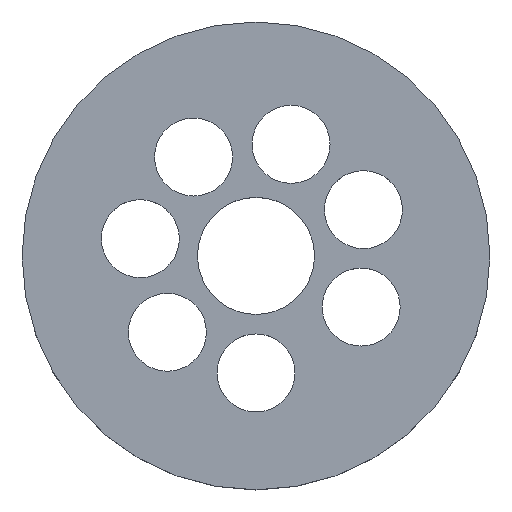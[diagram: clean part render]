
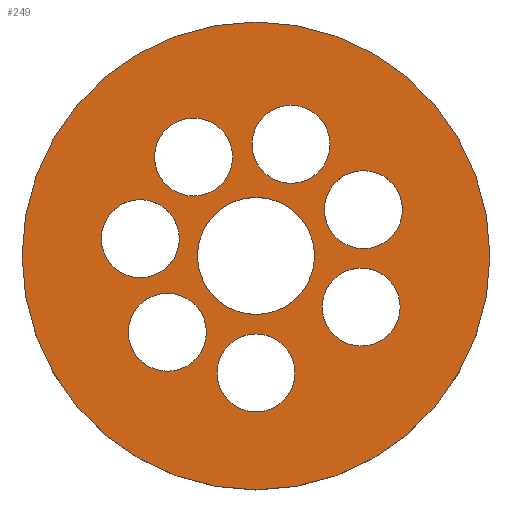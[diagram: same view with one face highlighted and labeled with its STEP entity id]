
A CAD part, top view. The second image highlights one B-rep face of the part: STEP entity #249.
In plain terms, the highlighted planar face has unit normal (0, 0, 1).
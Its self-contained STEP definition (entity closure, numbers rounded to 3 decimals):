
#23=FACE_BOUND('',#68,.T.);
#24=FACE_BOUND('',#69,.T.);
#25=FACE_BOUND('',#70,.T.);
#26=FACE_BOUND('',#71,.T.);
#27=FACE_BOUND('',#72,.T.);
#28=FACE_BOUND('',#73,.T.);
#29=FACE_BOUND('',#74,.T.);
#30=FACE_BOUND('',#75,.T.);
#33=PLANE('',#296);
#46=FACE_OUTER_BOUND('',#67,.T.);
#67=EDGE_LOOP('',(#217));
#68=EDGE_LOOP('',(#218));
#69=EDGE_LOOP('',(#219));
#70=EDGE_LOOP('',(#220));
#71=EDGE_LOOP('',(#221));
#72=EDGE_LOOP('',(#222));
#73=EDGE_LOOP('',(#223));
#74=EDGE_LOOP('',(#224));
#75=EDGE_LOOP('',(#225));
#98=CIRCLE('',#266,60.);
#101=CIRCLE('',#270,10.);
#103=CIRCLE('',#273,10.);
#105=CIRCLE('',#276,10.);
#107=CIRCLE('',#279,10.);
#109=CIRCLE('',#282,10.);
#111=CIRCLE('',#285,10.);
#113=CIRCLE('',#288,10.);
#117=CIRCLE('',#295,15.);
#118=VERTEX_POINT('',#378);
#121=VERTEX_POINT('',#386);
#123=VERTEX_POINT('',#392);
#125=VERTEX_POINT('',#398);
#127=VERTEX_POINT('',#404);
#129=VERTEX_POINT('',#410);
#131=VERTEX_POINT('',#416);
#133=VERTEX_POINT('',#422);
#137=VERTEX_POINT('',#435);
#138=EDGE_CURVE('',#118,#118,#98,.T.);
#143=EDGE_CURVE('',#121,#121,#101,.T.);
#146=EDGE_CURVE('',#123,#123,#103,.T.);
#149=EDGE_CURVE('',#125,#125,#105,.T.);
#152=EDGE_CURVE('',#127,#127,#107,.T.);
#155=EDGE_CURVE('',#129,#129,#109,.T.);
#158=EDGE_CURVE('',#131,#131,#111,.T.);
#161=EDGE_CURVE('',#133,#133,#113,.T.);
#166=EDGE_CURVE('',#137,#137,#117,.T.);
#217=ORIENTED_EDGE('',*,*,#138,.T.);
#218=ORIENTED_EDGE('',*,*,#143,.T.);
#219=ORIENTED_EDGE('',*,*,#146,.T.);
#220=ORIENTED_EDGE('',*,*,#149,.T.);
#221=ORIENTED_EDGE('',*,*,#152,.T.);
#222=ORIENTED_EDGE('',*,*,#155,.T.);
#223=ORIENTED_EDGE('',*,*,#158,.T.);
#224=ORIENTED_EDGE('',*,*,#161,.T.);
#225=ORIENTED_EDGE('',*,*,#166,.T.);
#249=ADVANCED_FACE('',(#46,#23,#24,#25,#26,#27,#28,#29,#30),#33,.T.);
#266=AXIS2_PLACEMENT_3D('',#379,#302,#303);
#270=AXIS2_PLACEMENT_3D('',#388,#312,#313);
#273=AXIS2_PLACEMENT_3D('',#394,#319,#320);
#276=AXIS2_PLACEMENT_3D('',#400,#326,#327);
#279=AXIS2_PLACEMENT_3D('',#406,#333,#334);
#282=AXIS2_PLACEMENT_3D('',#412,#340,#341);
#285=AXIS2_PLACEMENT_3D('',#418,#347,#348);
#288=AXIS2_PLACEMENT_3D('',#424,#354,#355);
#295=AXIS2_PLACEMENT_3D('',#436,#369,#370);
#296=AXIS2_PLACEMENT_3D('',#438,#372,#373);
#302=DIRECTION('center_axis',(0.,0.,1.));
#303=DIRECTION('ref_axis',(1.,0.,0.));
#312=DIRECTION('center_axis',(0.,0.,-1.));
#313=DIRECTION('ref_axis',(1.,0.,0.));
#319=DIRECTION('center_axis',(0.,0.,-1.));
#320=DIRECTION('ref_axis',(1.,0.,0.));
#326=DIRECTION('center_axis',(0.,0.,-1.));
#327=DIRECTION('ref_axis',(1.,0.,0.));
#333=DIRECTION('center_axis',(0.,0.,-1.));
#334=DIRECTION('ref_axis',(1.,0.,0.));
#340=DIRECTION('center_axis',(0.,0.,-1.));
#341=DIRECTION('ref_axis',(1.,0.,0.));
#347=DIRECTION('center_axis',(0.,0.,-1.));
#348=DIRECTION('ref_axis',(1.,0.,0.));
#354=DIRECTION('center_axis',(0.,0.,-1.));
#355=DIRECTION('ref_axis',(1.,0.,0.));
#369=DIRECTION('center_axis',(0.,0.,-1.));
#370=DIRECTION('ref_axis',(1.,0.,0.));
#372=DIRECTION('center_axis',(0.,0.,1.));
#373=DIRECTION('ref_axis',(1.,0.,0.));
#378=CARTESIAN_POINT('',(-60.,0.,20.));
#379=CARTESIAN_POINT('Origin',(0.,0.,20.));
#386=CARTESIAN_POINT('',(-1.01,28.621,20.));
#388=CARTESIAN_POINT('Origin',(8.99,28.621,20.));
#392=CARTESIAN_POINT('',(-10.,-30.,20.));
#394=CARTESIAN_POINT('Origin',(0.,-30.,20.));
#398=CARTESIAN_POINT('',(-26.01,25.371,20.));
#400=CARTESIAN_POINT('Origin',(-16.01,25.371,20.));
#404=CARTESIAN_POINT('',(17.55,11.873,20.));
#406=CARTESIAN_POINT('Origin',(27.55,11.873,20.));
#410=CARTESIAN_POINT('',(-32.726,-19.583,20.));
#412=CARTESIAN_POINT('Origin',(-22.726,-19.583,20.));
#416=CARTESIAN_POINT('',(-39.671,4.433,20.));
#418=CARTESIAN_POINT('Origin',(-29.671,4.433,20.));
#422=CARTESIAN_POINT('',(16.979,-13.12,20.));
#424=CARTESIAN_POINT('Origin',(26.979,-13.12,20.));
#435=CARTESIAN_POINT('',(-15.,0.,20.));
#436=CARTESIAN_POINT('Origin',(0.,0.,20.));
#438=CARTESIAN_POINT('Origin',(0.,0.,20.));
